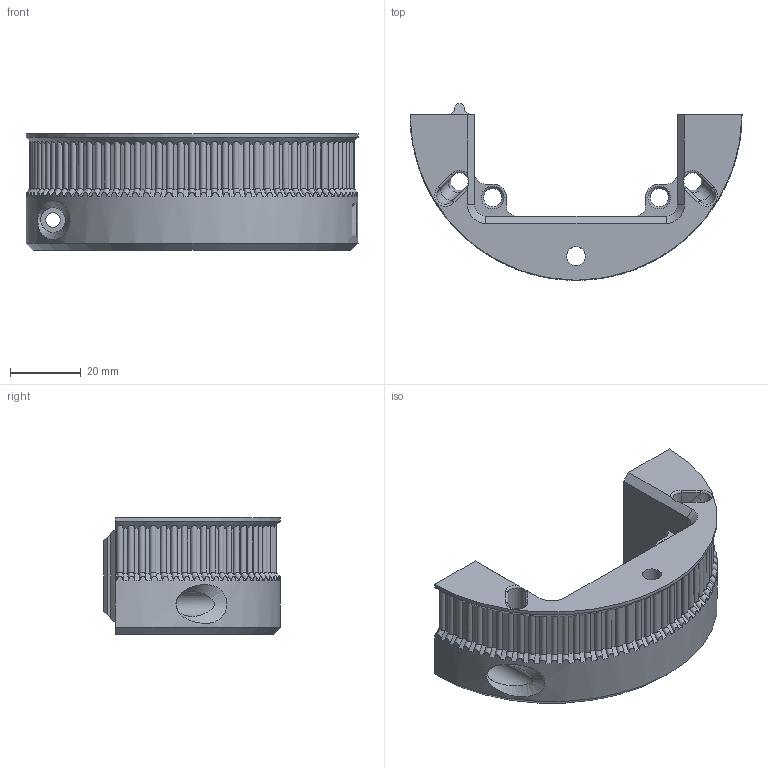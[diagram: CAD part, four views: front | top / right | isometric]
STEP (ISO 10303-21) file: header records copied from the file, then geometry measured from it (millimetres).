
FILE_DESCRIPTION(/* description */ (''),/* implementation_level */ '2;1');
FILE_NAME(/* name */ 'PitClamp_v3_Motor_Ring_Half_EXTRAGRIP.step',/* time_stamp */ '2024-04-06T11:40:59-04:00',/* author */ (''),/* organization */ (''),/* preprocessor_version */ 'ST-DEVELOPER v20',/* originating_system */ 'Autodesk Translation Framework v12.20.1.177',/* authorisation */ '');
FILE_SCHEMA (('AUTOMOTIVE_DESIGN { 1 0 10303 214 3 1 1 }'));
Length unit declared in the file: millimetre
Products named in the file (1): PitClamp v3 RELEASE FILES
Bounding box: 94 x 50 x 33 mm (x, y, z)
Volume: 54391.2 mm3; surface area: 17263.5 mm2
Topology: 1 solids, 1 shells, 342 faces, 988 edges, 651 vertices
Faces by surface type: cylinder 202, plane 67, cone 60, bspline 7, torus 6
Full cylindrical faces by diameter (mm): 3.332 x9, 4.109 x3, 4.2 x1, 5 x2, 5.2 x2, 5.4 x1, 7 x1, 9 x1
Entity records: 17798 total; most frequent: CARTESIAN_POINT 9475, ORIENTED_EDGE 1976, DIRECTION 1432, EDGE_CURVE 988, VERTEX_POINT 651, AXIS2_PLACEMENT_3D 558, B_SPLINE_CURVE_WITH_KNOTS 436, EDGE_LOOP 359
